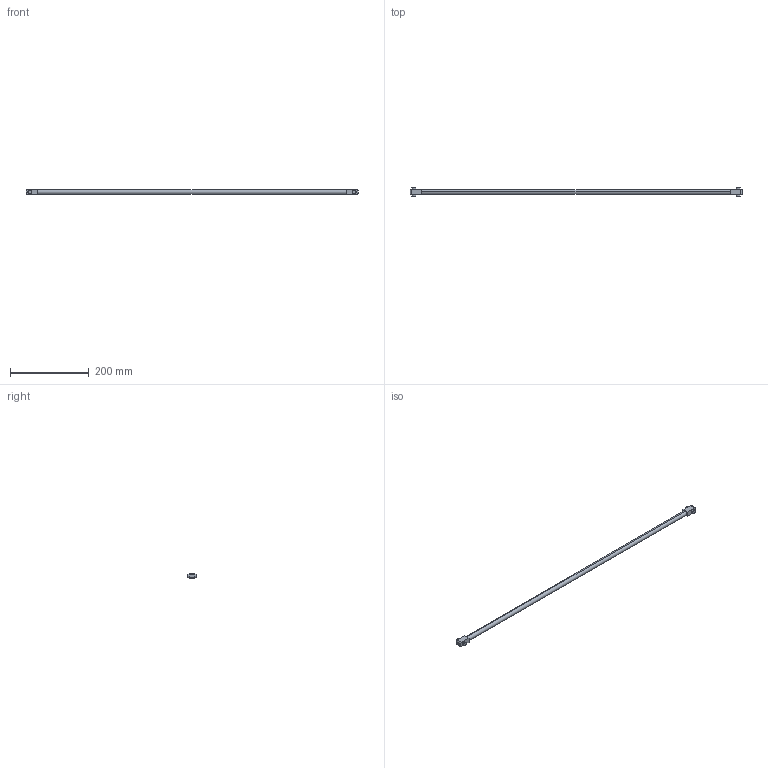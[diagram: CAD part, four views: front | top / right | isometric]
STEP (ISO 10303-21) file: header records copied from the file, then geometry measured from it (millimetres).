
FILE_DESCRIPTION (( 'STEP AP203' ), '1' );
FILE_NAME ('Part3.Driven_ArmSLDPRT_Default_sldprt.STEP', '2018-02-11T16:10:04', ( '' ), ( '' ), 'SwSTEP 2.0', 'SolidWorks 2014', '' );
FILE_SCHEMA (( 'CONFIG_CONTROL_DESIGN' ));
Length unit declared in the file: millimetre
Products named in the file (1): Part3.Driven_ArmSLDPRT_Default_sldprt
Bounding box: 845 x 25 x 13 mm (x, y, z)
Volume: 101936.3 mm3; surface area: 34043.2 mm2
Topology: 1 solids, 1 shells, 30 faces, 66 edges, 44 vertices
Faces by surface type: plane 16, cylinder 14
Entity records: 915 total; most frequent: DIRECTION 156, CARTESIAN_POINT 141, ORIENTED_EDGE 132, EDGE_CURVE 66, AXIS2_PLACEMENT_3D 59, VERTEX_POINT 44, LINE 38, VECTOR 38
